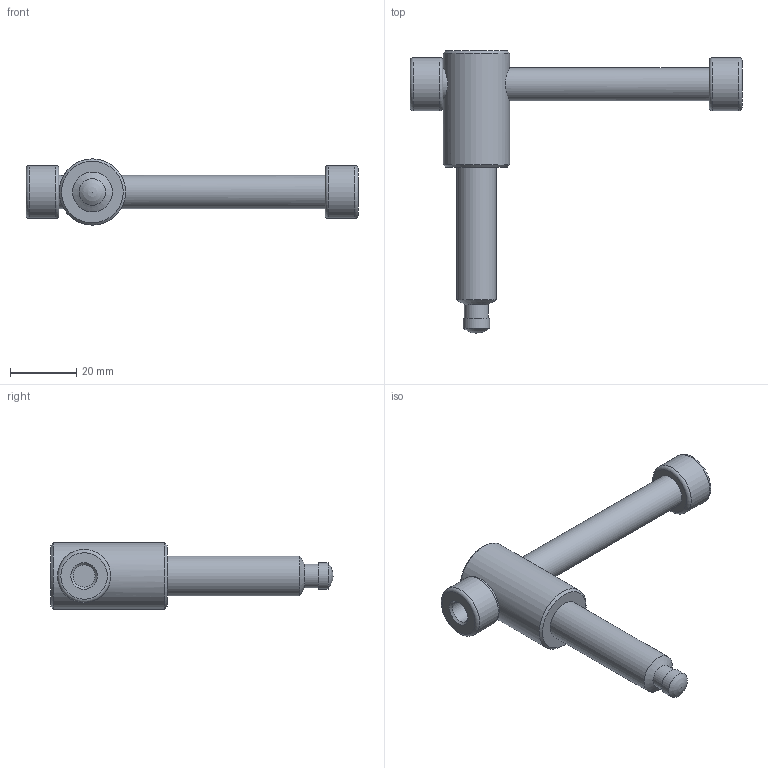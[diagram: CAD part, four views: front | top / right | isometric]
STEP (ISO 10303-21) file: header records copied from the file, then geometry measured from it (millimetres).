
FILE_DESCRIPTION( ( 'STEP AP214' ), '1' );
FILE_NAME( 'K0756.212X50_loser_Knebel__0_.stp', '2020-12-10T08:48:57', ( '' ), ( '' ), ' ', 'PARTsolutions', ' ' );
FILE_SCHEMA( ( 'AUTOMOTIVE_DESIGN { 1 0 10303 214 1 1 1 1 }' ) );
Length unit declared in the file: millimetre
Products named in the file (1): _K0756.212X50_loser Knebel_(0)
Bounding box: 100 x 85 x 20 mm (x, y, z)
Volume: 23964.7 mm3; surface area: 8211.2 mm2
Topology: 1 solids, 1 shells, 29 faces, 50 edges, 30 vertices
Faces by surface type: cylinder 10, plane 9, cone 5, torus 4, sphere 1
Full cylindrical faces by diameter (mm): 6.667 x2, 7.2 x1, 8 x1, 10 x2, 12 x1, 16 x2, 20 x1
Entity records: 970 total; most frequent: CARTESIAN_POINT 237, DIRECTION 112, AXIS2_PLACEMENT_3D 56, EDGE_LOOP 56, ORIENTED_EDGE 56, FACE_OUTER_BOUND 43, STYLED_ITEM 29, PRESENTATION_STYLE_ASSIGNMENT 29
